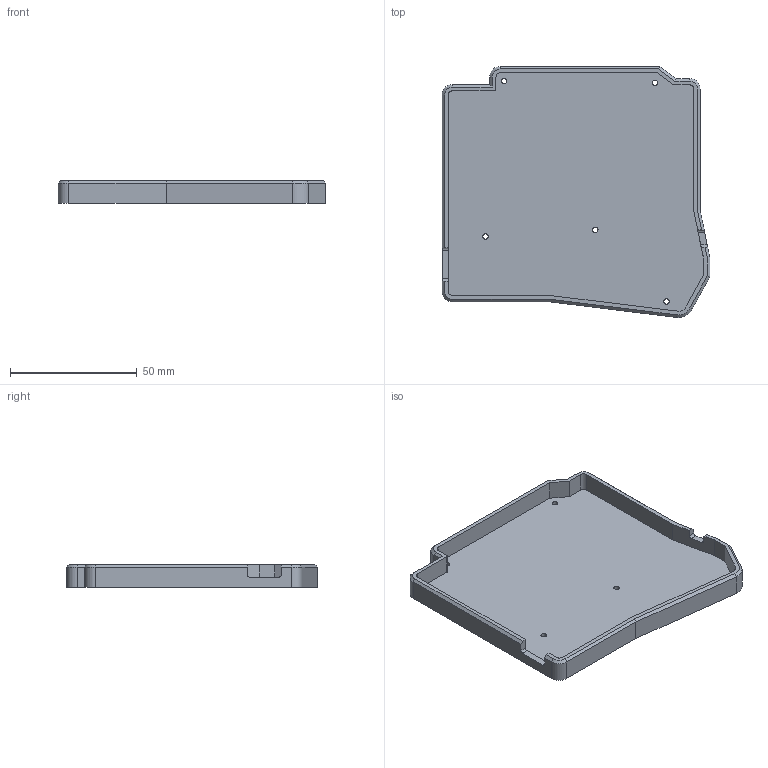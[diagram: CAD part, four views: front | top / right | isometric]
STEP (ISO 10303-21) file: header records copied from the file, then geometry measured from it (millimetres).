
FILE_DESCRIPTION(/* description */ (''),/* implementation_level */ '2;1');
FILE_NAME(/* name */ 'Microdox.step',/* time_stamp */ '2020-11-03T18:25:29-06:00',/* author */ (''),/* organization */ (''),/* preprocessor_version */ 'ST-DEVELOPER v18.1',/* originating_system */ 'Autodesk Translation Framework v9.3.0.1241',/* authorisation */ '');
FILE_SCHEMA (('AUTOMOTIVE_DESIGN { 1 0 10303 214 3 1 1 }'));
Length unit declared in the file: millimetre
Products named in the file (1): microdox case
Bounding box: 105.89 x 99.19 x 9 mm (x, y, z)
Volume: 20919.1 mm3; surface area: 24942.7 mm2
Topology: 1 solids, 1 shells, 73 faces, 196 edges, 125 vertices
Faces by surface type: plane 48, cylinder 20, cone 5
Full cylindrical faces by diameter (mm): 2.2 x5
Entity records: 2302 total; most frequent: CARTESIAN_POINT 398, ORIENTED_EDGE 392, DIRECTION 388, EDGE_CURVE 196, LINE 150, VECTOR 150, VERTEX_POINT 125, AXIS2_PLACEMENT_3D 119
